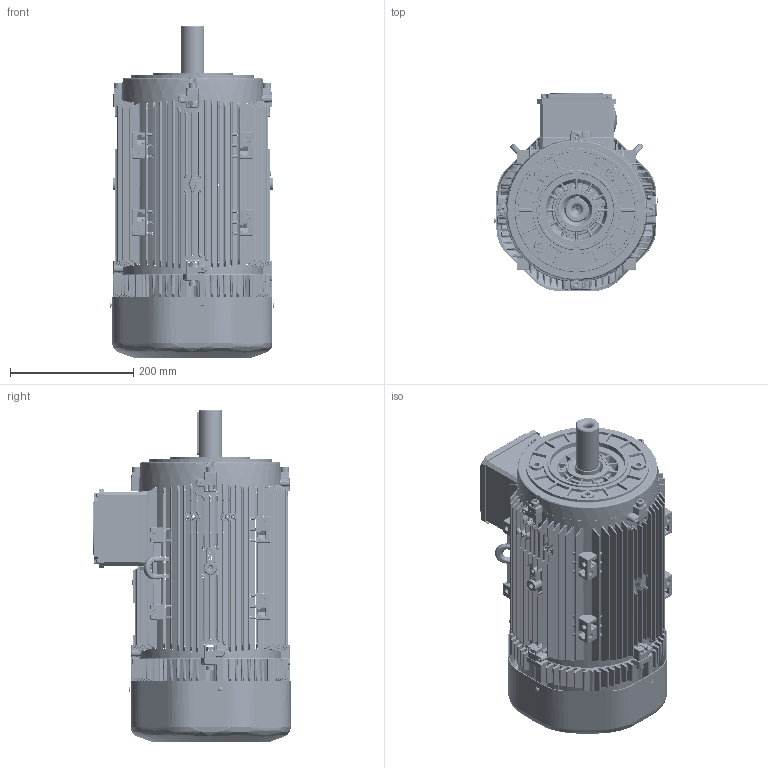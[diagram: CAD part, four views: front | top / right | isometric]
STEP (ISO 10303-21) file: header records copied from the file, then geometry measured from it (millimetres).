
FILE_DESCRIPTION(/* description */ (''),/* implementation_level */ '2;1');
FILE_NAME(/* name */ '_QH series_ 132_B14a _DEEP COVER__stp.stp',/* time_stamp */ '2024-07-29T15:10:10+03:00',/* author */ (''),/* organization */ (''),/* preprocessor_version */ 'ST-DEVELOPER v18.102',/* originating_system */ 'SIEMENS PLM Software NX2206.8101',/* authorisation */ '');
FILE_SCHEMA (('AP203_CONFIGURATION_CONTROLLED_3D_DESIGN_OF_MECHANICAL_PARTS_AND_ASSEMBLIES_MIM_LF { 1 0 10303 403 2 1 2}'));
Products named in the file (1): _QH series_ 132_B14a _DEEP COVER__stp_objects
Bounding box: 267.73 x 320.78 x 538.95 mm (x, y, z)
Surface area: 1184368.3 mm2 (no closed solid volume)
Topology: 0 solids, 91 shells, 7491 faces, 23172 edges, 14343 vertices
Faces by surface type: cylinder 3159, plane 1867, torus 1236, sphere 530, bspline 422, cone 277
Full cylindrical faces by diameter (mm): 4.2 x1, 8 x10, 8.028 x1, 8.475 x2, 8.477 x2, 8.478 x1, 12 x1, 13 x1, 28.6 x1, 29.2 x1, 34.5 x1, 37.4 x1, 38 x1, 40 x2, 62 x1, 82 x1, 86.767 x1, 130 x1, 225 x2, 230.5 x1
Entity records: 274758 total; most frequent: CARTESIAN_POINT 87472, ORIENTED_EDGE 36865, DIRECTION 36321, EDGE_CURVE 22682, VERTEX_POINT 14267, AXIS2_PLACEMENT_3D 13915, LINE 8491, VECTOR 8491
